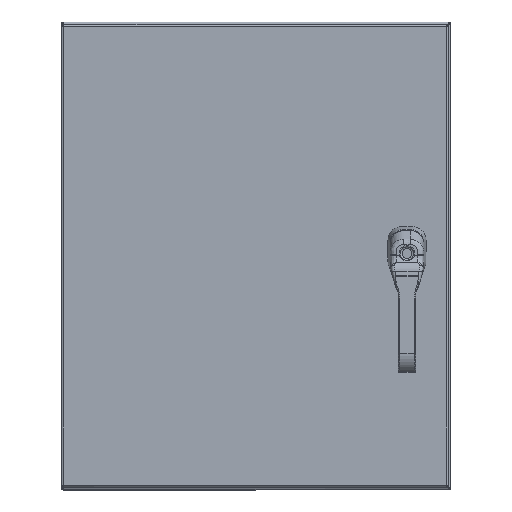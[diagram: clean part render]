
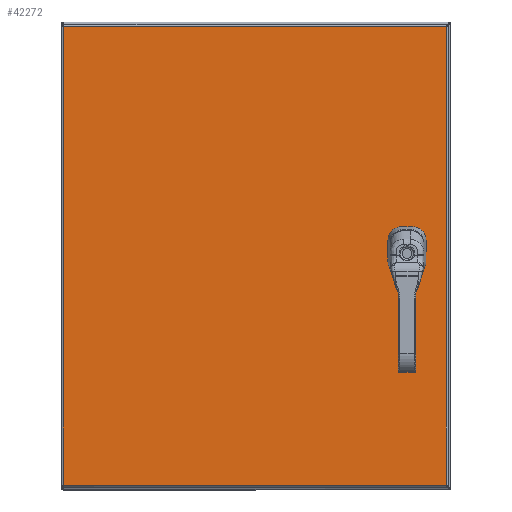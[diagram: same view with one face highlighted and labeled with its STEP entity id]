
A CAD part, top view. The second image highlights one B-rep face of the part: STEP entity #42272.
In plain terms, the highlighted planar face has unit normal (0, 0, 1).
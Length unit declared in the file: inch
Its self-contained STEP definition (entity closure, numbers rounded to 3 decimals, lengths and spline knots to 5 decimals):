
#542 = VECTOR ( 'NONE', #75310, 39.37008 ) ;
#673 = LINE ( 'NONE', #47100, #28226 ) ;
#794 = CARTESIAN_POINT ( 'NONE',  ( 17.35, 12.21262, 12.9175 ) ) ;
#1257 = EDGE_LOOP ( 'NONE', ( #10525, #75299, #4817, #50094 ) ) ;
#1259 = CIRCLE ( 'NONE', #48054, 0.453 ) ;
#2032 = VERTEX_POINT ( 'NONE', #13596 ) ;
#2429 = CARTESIAN_POINT ( 'NONE',  ( 9.9375, 23.76975, 12.9175 ) ) ;
#2449 = FACE_BOUND ( 'NONE', #38687, .T. ) ;
#4817 = ORIENTED_EDGE ( 'NONE', *, *, #56824, .F. ) ;
#5313 = LINE ( 'NONE', #69308, #50434 ) ;
#6050 = AXIS2_PLACEMENT_3D ( 'NONE', #42834, #7328, #12940 ) ;
#6399 = DIRECTION ( 'NONE',  ( 0., -1., 0. ) ) ;
#7328 = DIRECTION ( 'NONE',  ( 0., 0., 1. ) ) ;
#7492 = ORIENTED_EDGE ( 'NONE', *, *, #71164, .F. ) ;
#8128 = DIRECTION ( 'NONE',  ( -1., 0., 0. ) ) ;
#9090 = EDGE_CURVE ( 'NONE', #38220, #12170, #37981, .T. ) ;
#9221 = VERTEX_POINT ( 'NONE', #28105 ) ;
#10499 = VECTOR ( 'NONE', #43597, 39.37008 ) ;
#10525 = ORIENTED_EDGE ( 'NONE', *, *, #70214, .F. ) ;
#10863 = VERTEX_POINT ( 'NONE', #794 ) ;
#11458 = EDGE_CURVE ( 'NONE', #17376, #2032, #1259, .T. ) ;
#11531 = CARTESIAN_POINT ( 'NONE',  ( 0.10525, 0.23025, 12.9175 ) ) ;
#11753 = LINE ( 'NONE', #25529, #74399 ) ;
#11897 = DIRECTION ( 'NONE',  ( 0., 0., -1. ) ) ;
#11983 = CIRCLE ( 'NONE', #6050, 0.453 ) ;
#12170 = VERTEX_POINT ( 'NONE', #13601 ) ;
#12940 = DIRECTION ( 'NONE',  ( -1., 0., 0. ) ) ;
#13596 = CARTESIAN_POINT ( 'NONE',  ( 17.96262, 12.4, 12.9175 ) ) ;
#13601 = CARTESIAN_POINT ( 'NONE',  ( 18.15, 11.78738, 12.9175 ) ) ;
#13711 = DIRECTION ( 'NONE',  ( 0., 1., 0. ) ) ;
#14265 = DIRECTION ( 'NONE',  ( 0., 0., 1. ) ) ;
#14754 = CARTESIAN_POINT ( 'NONE',  ( 17.75, 12., 12.9175 ) ) ;
#16388 = EDGE_CURVE ( 'NONE', #9221, #62229, #57070, .T. ) ;
#16752 = VERTEX_POINT ( 'NONE', #47251 ) ;
#17376 = VERTEX_POINT ( 'NONE', #30363 ) ;
#17427 = LINE ( 'NONE', #72387, #31220 ) ;
#17565 = CARTESIAN_POINT ( 'NONE',  ( 9.9375, 12.4, 12.9175 ) ) ;
#18582 = CARTESIAN_POINT ( 'NONE',  ( 17.75, 12., 12.9175 ) ) ;
#20204 = EDGE_CURVE ( 'NONE', #12170, #17376, #34159, .T. ) ;
#20967 = CARTESIAN_POINT ( 'NONE',  ( 17.96262, 11.6, 12.9175 ) ) ;
#21846 = ORIENTED_EDGE ( 'NONE', *, *, #9090, .F. ) ;
#22798 = EDGE_CURVE ( 'NONE', #23717, #51354, #673, .T. ) ;
#23717 = VERTEX_POINT ( 'NONE', #28032 ) ;
#23724 = DIRECTION ( 'NONE',  ( -1., 0., 0. ) ) ;
#24262 = VERTEX_POINT ( 'NONE', #66000 ) ;
#24619 = DIRECTION ( 'NONE',  ( 0., -1., 0. ) ) ;
#25462 = ORIENTED_EDGE ( 'NONE', *, *, #56274, .F. ) ;
#25529 = CARTESIAN_POINT ( 'NONE',  ( 0.10525, 12., 12.9175 ) ) ;
#26328 = LINE ( 'NONE', #46845, #75188 ) ;
#27840 = CARTESIAN_POINT ( 'NONE',  ( 19.76975, 0.23025, 12.9175 ) ) ;
#28032 = CARTESIAN_POINT ( 'NONE',  ( 19.76975, 23.76975, 12.9175 ) ) ;
#28105 = CARTESIAN_POINT ( 'NONE',  ( 17.35, 11.78738, 12.9175 ) ) ;
#28226 = VECTOR ( 'NONE', #24619, 39.37008 ) ;
#30127 = EDGE_CURVE ( 'NONE', #24262, #10863, #11983, .T. ) ;
#30363 = CARTESIAN_POINT ( 'NONE',  ( 18.15, 12.21262, 12.9175 ) ) ;
#31220 = VECTOR ( 'NONE', #60334, 39.37008 ) ;
#32371 = EDGE_CURVE ( 'NONE', #62229, #38220, #5313, .T. ) ;
#33762 = ORIENTED_EDGE ( 'NONE', *, *, #32371, .F. ) ;
#34159 = LINE ( 'NONE', #65473, #75622 ) ;
#37981 = CIRCLE ( 'NONE', #45361, 0.453 ) ;
#38220 = VERTEX_POINT ( 'NONE', #20967 ) ;
#38265 = LINE ( 'NONE', #17565, #542 ) ;
#38687 = EDGE_LOOP ( 'NONE', ( #25462, #38751, #75385, #21846, #33762, #41757, #7492, #64842 ) ) ;
#38751 = ORIENTED_EDGE ( 'NONE', *, *, #11458, .F. ) ;
#41757 = ORIENTED_EDGE ( 'NONE', *, *, #16388, .F. ) ;
#42272 = ADVANCED_FACE ( 'NONE', ( #2449, #54032 ), #53128, .F. ) ;
#42514 = AXIS2_PLACEMENT_3D ( 'NONE', #67672, #61284, #61782 ) ;
#42834 = CARTESIAN_POINT ( 'NONE',  ( 17.75, 12., 12.9175 ) ) ;
#43049 = AXIS2_PLACEMENT_3D ( 'NONE', #47210, #11897, #23724 ) ;
#43597 = DIRECTION ( 'NONE',  ( 1., 0., 0. ) ) ;
#45361 = AXIS2_PLACEMENT_3D ( 'NONE', #14754, #14265, #8128 ) ;
#46845 = CARTESIAN_POINT ( 'NONE',  ( 17.35, 12., 12.9175 ) ) ;
#47100 = CARTESIAN_POINT ( 'NONE',  ( 19.76975, 12., 12.9175 ) ) ;
#47210 = CARTESIAN_POINT ( 'NONE',  ( 9.9375, 12., 12.9175 ) ) ;
#47251 = CARTESIAN_POINT ( 'NONE',  ( 0.10525, 23.76975, 12.9175 ) ) ;
#47268 = DIRECTION ( 'NONE',  ( 0., 0., 1. ) ) ;
#48054 = AXIS2_PLACEMENT_3D ( 'NONE', #18582, #47268, #71891 ) ;
#50094 = ORIENTED_EDGE ( 'NONE', *, *, #65456, .F. ) ;
#50434 = VECTOR ( 'NONE', #74976, 39.37008 ) ;
#51354 = VERTEX_POINT ( 'NONE', #27840 ) ;
#53128 = PLANE ( 'NONE',  #43049 ) ;
#54032 = FACE_OUTER_BOUND ( 'NONE', #1257, .T. ) ;
#56274 = EDGE_CURVE ( 'NONE', #2032, #24262, #38265, .T. ) ;
#56824 = EDGE_CURVE ( 'NONE', #16752, #23717, #57543, .T. ) ;
#56982 = DIRECTION ( 'NONE',  ( 0., 1., 0. ) ) ;
#57070 = CIRCLE ( 'NONE', #42514, 0.453 ) ;
#57543 = LINE ( 'NONE', #2429, #10499 ) ;
#60334 = DIRECTION ( 'NONE',  ( -1., 0., 0. ) ) ;
#61284 = DIRECTION ( 'NONE',  ( 0., 0., 1. ) ) ;
#61782 = DIRECTION ( 'NONE',  ( -1., 0., 0. ) ) ;
#62229 = VERTEX_POINT ( 'NONE', #70396 ) ;
#64842 = ORIENTED_EDGE ( 'NONE', *, *, #30127, .F. ) ;
#65456 = EDGE_CURVE ( 'NONE', #71266, #16752, #11753, .T. ) ;
#65473 = CARTESIAN_POINT ( 'NONE',  ( 18.15, 12., 12.9175 ) ) ;
#66000 = CARTESIAN_POINT ( 'NONE',  ( 17.53738, 12.4, 12.9175 ) ) ;
#67672 = CARTESIAN_POINT ( 'NONE',  ( 17.75, 12., 12.9175 ) ) ;
#69308 = CARTESIAN_POINT ( 'NONE',  ( 9.9375, 11.6, 12.9175 ) ) ;
#70214 = EDGE_CURVE ( 'NONE', #51354, #71266, #17427, .T. ) ;
#70396 = CARTESIAN_POINT ( 'NONE',  ( 17.53738, 11.6, 12.9175 ) ) ;
#71164 = EDGE_CURVE ( 'NONE', #10863, #9221, #26328, .T. ) ;
#71266 = VERTEX_POINT ( 'NONE', #11531 ) ;
#71891 = DIRECTION ( 'NONE',  ( -1., 0., 0. ) ) ;
#72387 = CARTESIAN_POINT ( 'NONE',  ( 9.9375, 0.23025, 12.9175 ) ) ;
#74399 = VECTOR ( 'NONE', #56982, 39.37008 ) ;
#74976 = DIRECTION ( 'NONE',  ( 1., 0., 0. ) ) ;
#75188 = VECTOR ( 'NONE', #6399, 39.37008 ) ;
#75299 = ORIENTED_EDGE ( 'NONE', *, *, #22798, .F. ) ;
#75310 = DIRECTION ( 'NONE',  ( -1., 0., 0. ) ) ;
#75385 = ORIENTED_EDGE ( 'NONE', *, *, #20204, .F. ) ;
#75622 = VECTOR ( 'NONE', #13711, 39.37008 ) ;
